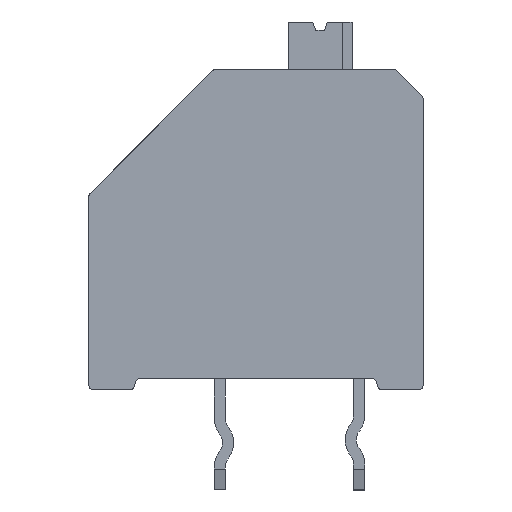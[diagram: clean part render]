
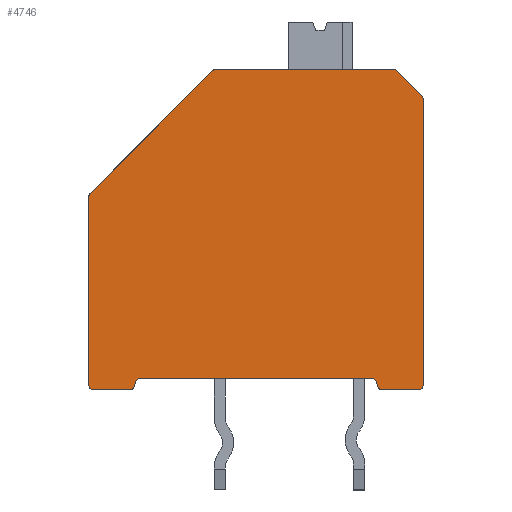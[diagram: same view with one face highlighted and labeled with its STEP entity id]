
A CAD part, front view. The second image highlights one B-rep face of the part: STEP entity #4746.
In plain terms, the highlighted planar face has unit normal (0, -1, 0).
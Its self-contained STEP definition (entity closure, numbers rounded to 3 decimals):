
#195=CIRCLE('',#5028,0.17);
#196=CIRCLE('',#5031,0.17);
#197=CIRCLE('',#5033,0.17);
#198=CIRCLE('',#5035,0.17);
#199=CIRCLE('',#5038,0.17);
#200=CIRCLE('',#5043,0.17);
#201=CIRCLE('',#5047,0.17);
#202=CIRCLE('',#5049,0.17);
#203=CIRCLE('',#5051,0.17);
#204=CIRCLE('',#5056,0.17);
#863=ORIENTED_EDGE('',*,*,#1568,.F.);
#864=ORIENTED_EDGE('',*,*,#1576,.T.);
#865=ORIENTED_EDGE('',*,*,#1586,.T.);
#866=ORIENTED_EDGE('',*,*,#1580,.F.);
#867=ORIENTED_EDGE('',*,*,#1606,.T.);
#868=ORIENTED_EDGE('',*,*,#1602,.F.);
#869=ORIENTED_EDGE('',*,*,#1604,.T.);
#870=ORIENTED_EDGE('',*,*,#1578,.T.);
#871=ORIENTED_EDGE('',*,*,#1574,.F.);
#872=ORIENTED_EDGE('',*,*,#1592,.T.);
#873=ORIENTED_EDGE('',*,*,#1597,.T.);
#874=ORIENTED_EDGE('',*,*,#1571,.T.);
#875=ORIENTED_EDGE('',*,*,#1583,.F.);
#876=ORIENTED_EDGE('',*,*,#1599,.T.);
#877=ORIENTED_EDGE('',*,*,#1609,.T.);
#878=ORIENTED_EDGE('',*,*,#1614,.T.);
#879=ORIENTED_EDGE('',*,*,#1594,.F.);
#880=ORIENTED_EDGE('',*,*,#1600,.T.);
#881=ORIENTED_EDGE('',*,*,#1590,.T.);
#882=ORIENTED_EDGE('',*,*,#1585,.T.);
#1568=EDGE_CURVE('',#1991,#1990,#2299,.T.);
#1571=EDGE_CURVE('',#1992,#1993,#195,.T.);
#1574=EDGE_CURVE('',#1995,#1994,#2304,.T.);
#1576=EDGE_CURVE('',#1991,#1996,#196,.T.);
#1578=EDGE_CURVE('',#1997,#1994,#197,.T.);
#1580=EDGE_CURVE('',#1998,#1999,#198,.T.);
#1583=EDGE_CURVE('',#2000,#1993,#2310,.T.);
#1585=EDGE_CURVE('',#2001,#1990,#199,.T.);
#1586=EDGE_CURVE('',#1996,#1999,#2312,.T.);
#1590=EDGE_CURVE('',#2002,#2001,#2316,.T.);
#1592=EDGE_CURVE('',#1995,#2003,#200,.T.);
#1594=EDGE_CURVE('',#2004,#2005,#2319,.T.);
#1597=EDGE_CURVE('',#2003,#1992,#2322,.T.);
#1599=EDGE_CURVE('',#2000,#2007,#201,.T.);
#1600=EDGE_CURVE('',#2004,#2002,#202,.T.);
#1602=EDGE_CURVE('',#2008,#2009,#203,.T.);
#1604=EDGE_CURVE('',#2008,#1997,#2326,.T.);
#1606=EDGE_CURVE('',#1998,#2009,#2328,.T.);
#1609=EDGE_CURVE('',#2007,#2011,#2331,.T.);
#1614=EDGE_CURVE('',#2011,#2005,#204,.T.);
#1990=VERTEX_POINT('',#6821);
#1991=VERTEX_POINT('',#6823);
#1992=VERTEX_POINT('',#6827);
#1993=VERTEX_POINT('',#6829);
#1994=VERTEX_POINT('',#6833);
#1995=VERTEX_POINT('',#6835);
#1996=VERTEX_POINT('',#6839);
#1997=VERTEX_POINT('',#6843);
#1998=VERTEX_POINT('',#6847);
#1999=VERTEX_POINT('',#6849);
#2000=VERTEX_POINT('',#6853);
#2001=VERTEX_POINT('',#6857);
#2002=VERTEX_POINT('',#6866);
#2003=VERTEX_POINT('',#6870);
#2004=VERTEX_POINT('',#6874);
#2005=VERTEX_POINT('',#6876);
#2007=VERTEX_POINT('',#6884);
#2008=VERTEX_POINT('',#6890);
#2009=VERTEX_POINT('',#6892);
#2011=VERTEX_POINT('',#6903);
#2299=LINE('',#6824,#2633);
#2304=LINE('',#6836,#2638);
#2310=LINE('',#6854,#2644);
#2312=LINE('',#6860,#2646);
#2316=LINE('',#6867,#2650);
#2319=LINE('',#6875,#2653);
#2322=LINE('',#6881,#2656);
#2326=LINE('',#6895,#2660);
#2328=LINE('',#6898,#2662);
#2331=LINE('',#6904,#2665);
#2633=VECTOR('',#5742,1000.);
#2638=VECTOR('',#5753,1000.);
#2644=VECTOR('',#5773,1000.);
#2646=VECTOR('',#5781,1000.);
#2650=VECTOR('',#5789,1000.);
#2653=VECTOR('',#5798,1000.);
#2656=VECTOR('',#5803,1000.);
#2660=VECTOR('',#5821,1000.);
#2662=VECTOR('',#5825,1000.);
#2665=VECTOR('',#5830,1000.);
#2923=EDGE_LOOP('',(#863,#864,#865,#866,#867,#868,#869,#870,#871,#872,#873,
#874,#875,#876,#877,#878,#879,#880,#881,#882));
#3125=FACE_BOUND('',#2923,.T.);
#3265=PLANE('',#5055);
#4746=ADVANCED_FACE('',(#3125),#3265,.T.);
#5028=AXIS2_PLACEMENT_3D('',#6830,#5747,#5748);
#5031=AXIS2_PLACEMENT_3D('',#6840,#5757,#5758);
#5033=AXIS2_PLACEMENT_3D('',#6844,#5762,#5763);
#5035=AXIS2_PLACEMENT_3D('',#6848,#5767,#5768);
#5038=AXIS2_PLACEMENT_3D('',#6858,#5777,#5778);
#5043=AXIS2_PLACEMENT_3D('',#6871,#5793,#5794);
#5047=AXIS2_PLACEMENT_3D('',#6885,#5807,#5808);
#5049=AXIS2_PLACEMENT_3D('',#6887,#5811,#5812);
#5051=AXIS2_PLACEMENT_3D('',#6891,#5816,#5817);
#5055=AXIS2_PLACEMENT_3D('',#6911,#5835,#5836);
#5056=AXIS2_PLACEMENT_3D('',#6912,#5837,#5838);
#5742=DIRECTION('',(-1.,0.,0.));
#5747=DIRECTION('',(0.,-1.,0.));
#5748=DIRECTION('',(0.,0.,-1.));
#5753=DIRECTION('',(-1.,0.,0.));
#5757=DIRECTION('',(0.,-1.,0.));
#5758=DIRECTION('',(0.,0.,-1.));
#5762=DIRECTION('',(0.,-1.,0.));
#5763=DIRECTION('',(0.,0.,-1.));
#5767=DIRECTION('',(0.,-1.,0.));
#5768=DIRECTION('',(0.,0.,-1.));
#5773=DIRECTION('',(0.707,0.,-0.707));
#5777=DIRECTION('',(0.,-1.,0.));
#5778=DIRECTION('',(0.,0.,-1.));
#5781=DIRECTION('',(0.259,0.,0.966));
#5789=DIRECTION('',(0.,0.,-1.));
#5793=DIRECTION('',(0.,-1.,0.));
#5794=DIRECTION('',(0.,0.,-1.));
#5798=DIRECTION('',(0.707,0.,0.707));
#5803=DIRECTION('',(0.,0.,1.));
#5807=DIRECTION('',(0.,-1.,0.));
#5808=DIRECTION('',(0.,0.,-1.));
#5811=DIRECTION('',(0.,-1.,0.));
#5812=DIRECTION('',(0.,0.,-1.));
#5816=DIRECTION('',(0.,-1.,0.));
#5817=DIRECTION('',(0.,0.,-1.));
#5821=DIRECTION('',(0.259,0.,-0.966));
#5825=DIRECTION('',(1.,0.,0.));
#5830=DIRECTION('',(-1.,0.,0.));
#5835=DIRECTION('',(0.,-1.,0.));
#5836=DIRECTION('',(0.,0.,-1.));
#5837=DIRECTION('',(0.,-1.,0.));
#5838=DIRECTION('',(0.,0.,-1.));
#6821=CARTESIAN_POINT('',(0.17,-5.31,-0.17));
#6823=CARTESIAN_POINT('',(1.47,-5.31,-0.17));
#6824=CARTESIAN_POINT('',(6.,-5.31,-0.17));
#6827=CARTESIAN_POINT('',(12.,-5.31,10.26));
#6829=CARTESIAN_POINT('',(11.95,-5.31,10.38));
#6830=CARTESIAN_POINT('',(11.83,-5.31,10.26));
#6833=CARTESIAN_POINT('',(10.53,-5.31,-0.17));
#6835=CARTESIAN_POINT('',(11.83,-5.31,-0.17));
#6836=CARTESIAN_POINT('',(6.,-5.31,-0.17));
#6839=CARTESIAN_POINT('',(1.634,-5.31,-0.044));
#6840=CARTESIAN_POINT('',(1.47,-5.31,0.));
#6843=CARTESIAN_POINT('',(10.366,-5.31,-0.044));
#6844=CARTESIAN_POINT('',(10.53,-5.31,0.));
#6847=CARTESIAN_POINT('',(1.838,-5.31,0.23));
#6848=CARTESIAN_POINT('',(1.838,-5.31,0.06));
#6849=CARTESIAN_POINT('',(1.673,-5.31,0.104));
#6853=CARTESIAN_POINT('',(11.05,-5.31,11.28));
#6854=CARTESIAN_POINT('',(11.5,-5.31,10.83));
#6857=CARTESIAN_POINT('',(0.,-5.31,0.));
#6858=CARTESIAN_POINT('',(0.17,-5.31,0.));
#6860=CARTESIAN_POINT('',(1.707,-5.31,0.23));
#6866=CARTESIAN_POINT('',(0.,-5.31,6.76));
#6867=CARTESIAN_POINT('',(0.,-5.31,13.03));
#6870=CARTESIAN_POINT('',(12.,-5.31,0.));
#6871=CARTESIAN_POINT('',(11.83,-5.31,0.));
#6874=CARTESIAN_POINT('',(0.05,-5.31,6.88));
#6875=CARTESIAN_POINT('',(1.847,-5.31,8.677));
#6876=CARTESIAN_POINT('',(4.45,-5.31,11.28));
#6881=CARTESIAN_POINT('',(12.,-5.31,-3.77));
#6884=CARTESIAN_POINT('',(10.93,-5.31,11.33));
#6885=CARTESIAN_POINT('',(10.93,-5.31,11.16));
#6887=CARTESIAN_POINT('',(0.17,-5.31,6.76));
#6890=CARTESIAN_POINT('',(10.327,-5.31,0.104));
#6891=CARTESIAN_POINT('',(10.162,-5.31,0.06));
#6892=CARTESIAN_POINT('',(10.162,-5.31,0.23));
#6895=CARTESIAN_POINT('',(10.774,-5.31,-1.566));
#6898=CARTESIAN_POINT('',(10.493,-5.31,0.23));
#6903=CARTESIAN_POINT('',(4.57,-5.31,11.33));
#6904=CARTESIAN_POINT('',(12.,-5.31,11.33));
#6911=CARTESIAN_POINT('',(0.,-5.31,0.));
#6912=CARTESIAN_POINT('',(4.57,-5.31,11.16));
